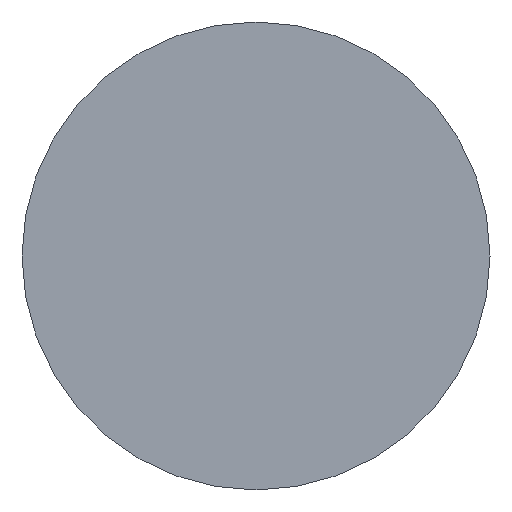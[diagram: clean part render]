
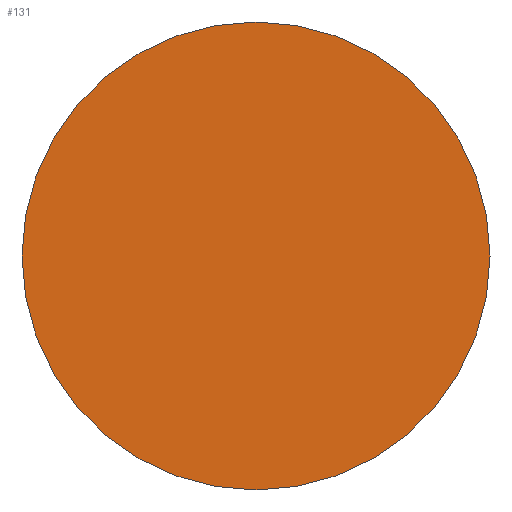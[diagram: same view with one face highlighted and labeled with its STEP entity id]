
A CAD part, front view. The second image highlights one B-rep face of the part: STEP entity #131.
In plain terms, the highlighted planar face has unit normal (0, -1, 0).
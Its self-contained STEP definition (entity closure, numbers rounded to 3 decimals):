
#23=PLANE('',#174);
#30=FACE_OUTER_BOUND('',#38,.T.);
#38=EDGE_LOOP('',(#120,#121));
#54=CIRCLE('',#172,62.5);
#55=CIRCLE('',#173,62.5);
#68=VERTEX_POINT('',#259);
#69=VERTEX_POINT('',#260);
#85=EDGE_CURVE('',#68,#69,#54,.T.);
#86=EDGE_CURVE('',#69,#68,#55,.T.);
#120=ORIENTED_EDGE('',*,*,#85,.T.);
#121=ORIENTED_EDGE('',*,*,#86,.T.);
#131=ADVANCED_FACE('',(#30),#23,.T.);
#172=AXIS2_PLACEMENT_3D('',#261,#217,#218);
#173=AXIS2_PLACEMENT_3D('',#262,#219,#220);
#174=AXIS2_PLACEMENT_3D('',#264,#222,#223);
#217=DIRECTION('center_axis',(0.,-1.,0.));
#218=DIRECTION('ref_axis',(1.,0.,0.));
#219=DIRECTION('center_axis',(0.,-1.,0.));
#220=DIRECTION('ref_axis',(1.,0.,0.));
#222=DIRECTION('center_axis',(0.,-1.,0.));
#223=DIRECTION('ref_axis',(0.,0.,-1.));
#259=CARTESIAN_POINT('',(62.5,0.,0.));
#260=CARTESIAN_POINT('',(-62.5,0.,0.));
#261=CARTESIAN_POINT('Origin',(0.,0.,
0.));
#262=CARTESIAN_POINT('Origin',(0.,0.,
0.));
#264=CARTESIAN_POINT('Origin',(0.,0.,0.));
